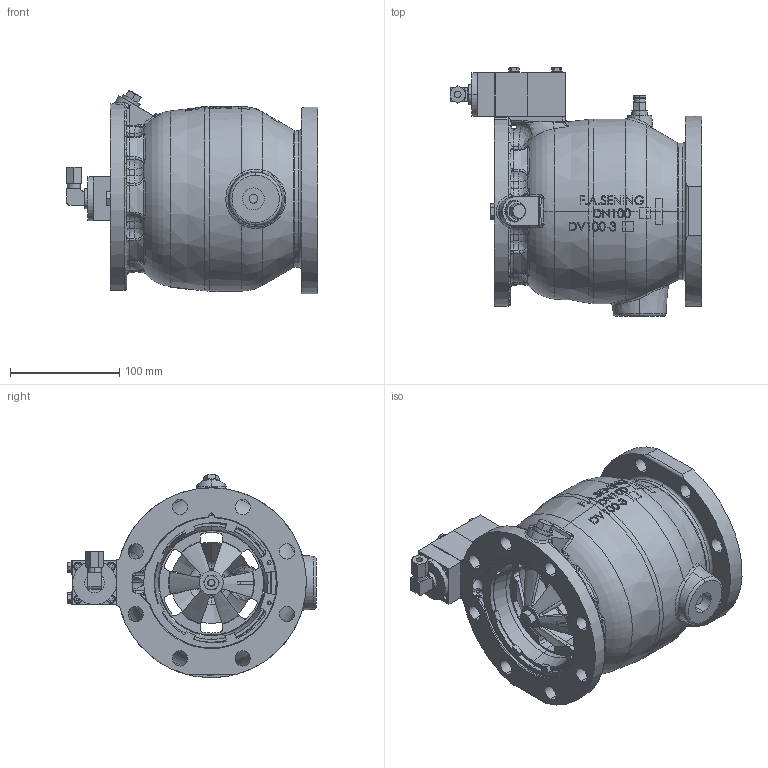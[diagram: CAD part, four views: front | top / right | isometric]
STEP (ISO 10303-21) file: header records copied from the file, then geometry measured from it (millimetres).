
FILE_DESCRIPTION (( 'STEP AP214' ), '1' );
FILE_NAME ('DV100-3M_20923.STEP', '2015-04-29T12:52:33', ( 'Admin1' ), ( '' ), 'SwSTEP 2.0', 'SolidWorks 2014', '' );
FILE_SCHEMA (( 'AUTOMOTIVE_DESIGN' ));
Length unit declared in the file: millimetre
Products named in the file (1): DV100-3M_20923
Bounding box: 230.52 x 227.5 x 186.4 mm (x, y, z)
Surface area: 291497.3 mm2 (no closed solid volume)
Topology: 0 solids, 44 shells, 1134 faces, 3466 edges, 2230 vertices
Faces by surface type: cylinder 307, plane 301, bspline 233, cone 154, torus 133, sphere 6
Entity records: 66788 total; most frequent: CARTESIAN_POINT 26263, ORIENTED_EDGE 5877, DIRECTION 5323, EDGE_CURVE 3427, VERTEX_POINT 2230, AXIS2_PLACEMENT_3D 2121, EDGE_LOOP 1244, CIRCLE 1219
